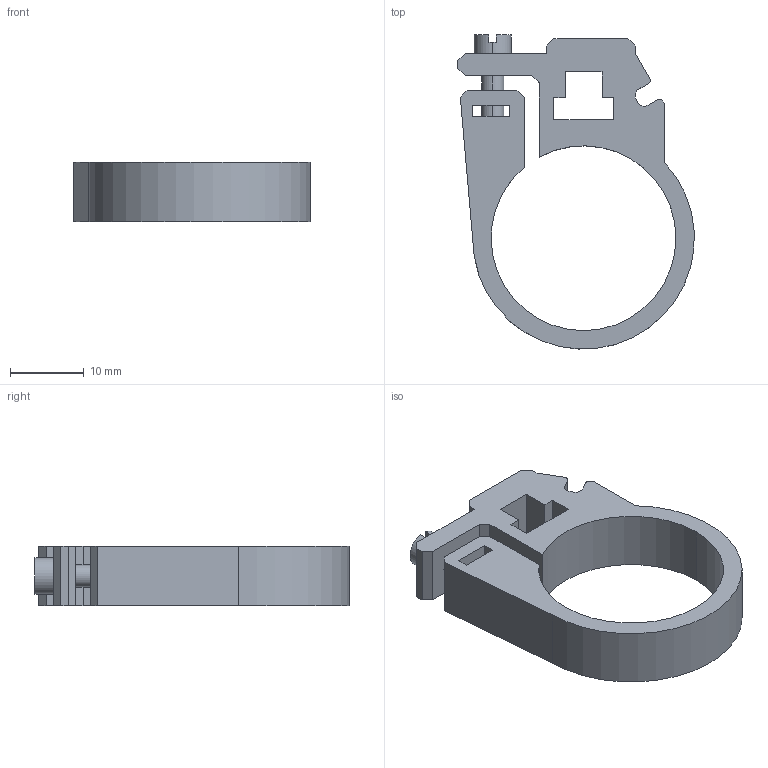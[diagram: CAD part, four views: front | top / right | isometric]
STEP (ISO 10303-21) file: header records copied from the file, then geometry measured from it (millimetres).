
FILE_DESCRIPTION (( 'STEP AP214' ), '1' );
FILE_NAME ('RD150006.STEP', '2018-09-03T13:55:10', ( '' ), ( '' ), 'SwSTEP 2.0', 'SolidWorks 2018', '' );
FILE_SCHEMA (( 'AUTOMOTIVE_DESIGN' ));
Length unit declared in the file: millimetre
Products named in the file (1): RD150006
Bounding box: 31.96 x 42.48 x 8 mm (x, y, z)
Volume: 3894.8 mm3; surface area: 3289.5 mm2
Topology: 1 solids, 1 shells, 56 faces, 159 edges, 106 vertices
Faces by surface type: plane 42, cylinder 14
Entity records: 1865 total; most frequent: CARTESIAN_POINT 322, ORIENTED_EDGE 318, DIRECTION 305, EDGE_CURVE 159, VECTOR 127, LINE 127, VERTEX_POINT 106, AXIS2_PLACEMENT_3D 89
